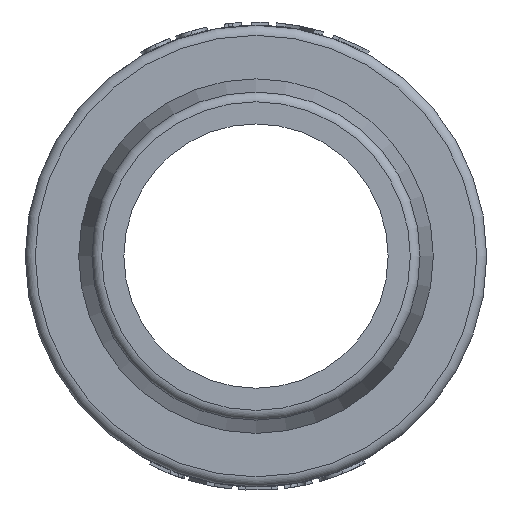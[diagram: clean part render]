
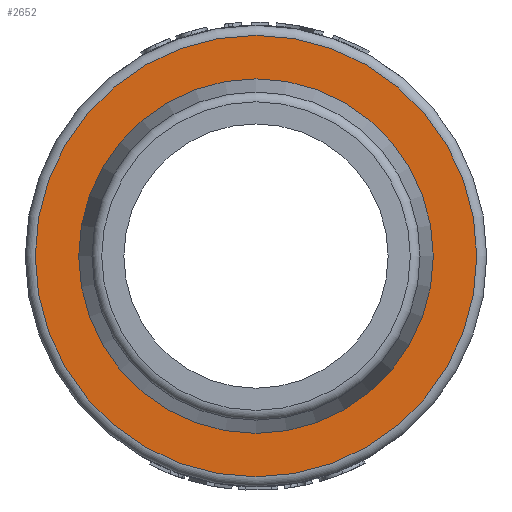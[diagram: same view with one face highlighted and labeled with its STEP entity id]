
A CAD part, left-side view. The second image highlights one B-rep face of the part: STEP entity #2652.
In plain terms, the highlighted planar face has unit normal (-1, 0, 0).
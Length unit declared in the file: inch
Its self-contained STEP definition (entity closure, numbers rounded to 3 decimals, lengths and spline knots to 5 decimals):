
#572=PLANE($,#2866);
#674=FACE_BOUND($,#903,.T.);
#675=FACE_BOUND($,#904,.T.);
#903=EDGE_LOOP($,(#1950));
#904=EDGE_LOOP($,(#1951));
#1107=CIRCLE($,#2834,0.66);
#1138=CIRCLE($,#2867,0.515);
#1179=VERTEX_POINT($,#3540);
#1272=VERTEX_POINT($,#4554);
#1455=EDGE_CURVE($,#1179,#1179,#1107,.T.);
#1548=EDGE_CURVE($,#1272,#1272,#1138,.T.);
#1950=ORIENTED_EDGE($,*,*,#1548,.F.);
#1951=ORIENTED_EDGE($,*,*,#1455,.F.);
#2652=ADVANCED_FACE($,(#674,#675),#572,.T.);
#2834=AXIS2_PLACEMENT_3D($,#3541,#3033,#3034);
#2866=AXIS2_PLACEMENT_3D($,#4553,#3121,#3122);
#2867=AXIS2_PLACEMENT_3D($,#4555,#3123,#3124);
#3033=DIRECTION('center_axis',(1.,0.,0.));
#3034=DIRECTION('ref_axis',(0.,-1.,0.));
#3121=DIRECTION('center_axis',(-1.,0.,0.));
#3122=DIRECTION('ref_axis',(0.,0.,1.));
#3123=DIRECTION('center_axis',(-1.,0.,0.));
#3124=DIRECTION('ref_axis',(0.,-1.,0.));
#3540=CARTESIAN_POINT('',(0.,0.66,0.));
#3541=CARTESIAN_POINT('Origin',(0.,0.,0.));
#4553=CARTESIAN_POINT('Origin',(0.,0.69,0.));
#4554=CARTESIAN_POINT('',(0.,0.515,0.));
#4555=CARTESIAN_POINT('Origin',(0.,0.,0.));
